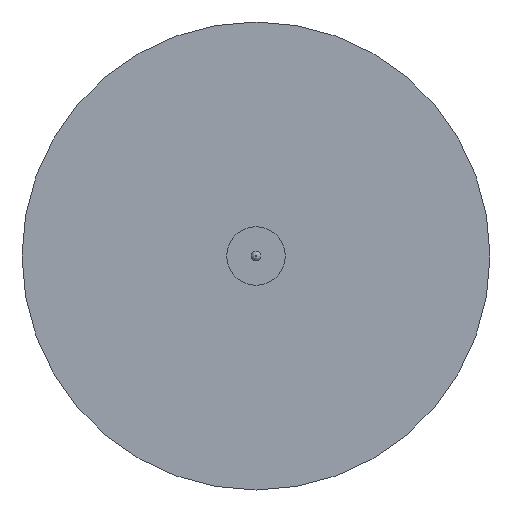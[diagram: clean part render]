
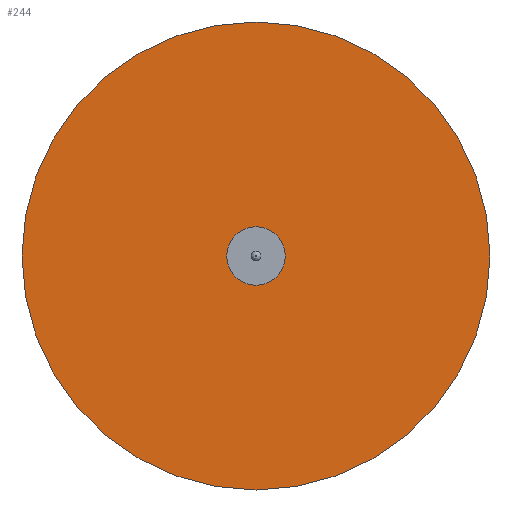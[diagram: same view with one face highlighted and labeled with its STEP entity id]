
A CAD part, front view. The second image highlights one B-rep face of the part: STEP entity #244.
In plain terms, the highlighted planar face has unit normal (0, -1, 0).
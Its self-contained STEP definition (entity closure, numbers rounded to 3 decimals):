
#45=PLANE('',#308);
#58=FACE_OUTER_BOUND('',#79,.T.);
#79=EDGE_LOOP('',(#193));
#117=CIRCLE('',#306,6.);
#136=VERTEX_POINT('',#453);
#157=EDGE_CURVE('',#136,#136,#117,.T.);
#193=ORIENTED_EDGE('',*,*,#157,.F.);
#244=ADVANCED_FACE('',(#58),#45,.F.);
#306=AXIS2_PLACEMENT_3D('',#455,#365,#366);
#308=AXIS2_PLACEMENT_3D('',#457,#369,#370);
#365=DIRECTION('center_axis',(0.,1.,0.));
#366=DIRECTION('ref_axis',(1.,0.,0.));
#369=DIRECTION('center_axis',(0.,1.,0.));
#370=DIRECTION('ref_axis',(1.,0.,0.));
#453=CARTESIAN_POINT('',(-6.,0.,0.));
#455=CARTESIAN_POINT('Origin',(0.,0.,0.));
#457=CARTESIAN_POINT('Origin',(0.,0.,0.));
